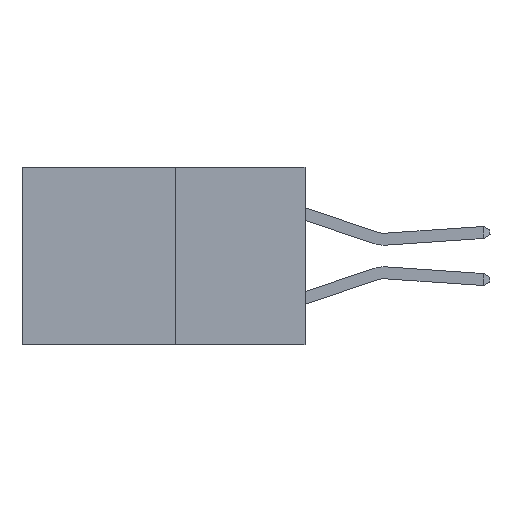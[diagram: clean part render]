
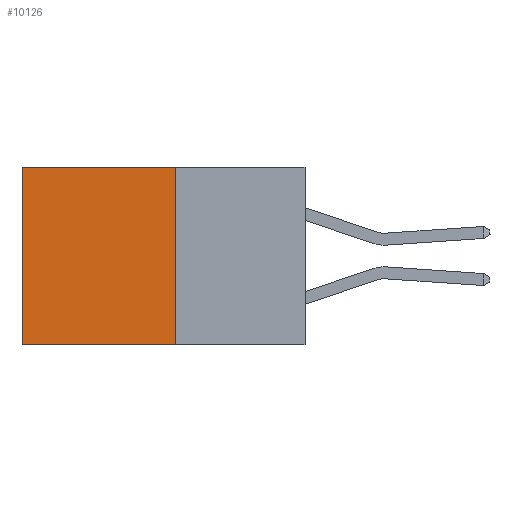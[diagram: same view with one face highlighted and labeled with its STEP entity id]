
A CAD part, left-side view. The second image highlights one B-rep face of the part: STEP entity #10126.
In plain terms, the highlighted planar face has unit normal (-1, 0, 0).
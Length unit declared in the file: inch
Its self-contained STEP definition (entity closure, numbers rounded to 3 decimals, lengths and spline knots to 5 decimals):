
#318 = DIRECTION ( 'NONE',  ( 0., 1., 0. ) ) ;
#344 = ORIENTED_EDGE ( 'NONE', *, *, #11120, .F. ) ;
#458 = PLANE ( 'NONE',  #7101 ) ;
#479 = CARTESIAN_POINT ( 'NONE',  ( 0.277, 0.27, -0.37 ) ) ;
#958 = ORIENTED_EDGE ( 'NONE', *, *, #7021, .T. ) ;
#1152 = ORIENTED_EDGE ( 'NONE', *, *, #12413, .F. ) ;
#1937 = LINE ( 'NONE', #9194, #7839 ) ;
#2469 = ORIENTED_EDGE ( 'NONE', *, *, #3086, .T. ) ;
#2478 = VECTOR ( 'NONE', #4960, 39.37008 ) ;
#2596 = CARTESIAN_POINT ( 'NONE',  ( 0.277, 0.27, -0.37 ) ) ;
#3086 = EDGE_CURVE ( 'NONE', #10012, #6996, #10574, .T. ) ;
#4767 = VECTOR ( 'NONE', #7089, 39.37008 ) ;
#4960 = DIRECTION ( 'NONE',  ( 0., 1., 0. ) ) ;
#5891 = CARTESIAN_POINT ( 'NONE',  ( 0.277, 0.27, -0.37 ) ) ;
#6153 = LINE ( 'NONE', #8822, #8928 ) ;
#6163 = DIRECTION ( 'NONE',  ( 1., 0., 0. ) ) ;
#6358 = DIRECTION ( 'NONE',  ( 0., 0., -1. ) ) ;
#6803 = VERTEX_POINT ( 'NONE', #8477 ) ;
#6862 = EDGE_LOOP ( 'NONE', ( #2469, #1152, #344, #958 ) ) ;
#6996 = VERTEX_POINT ( 'NONE', #9215 ) ;
#7021 = EDGE_CURVE ( 'NONE', #6803, #10012, #6153, .T. ) ;
#7089 = DIRECTION ( 'NONE',  ( 0., 0., -1. ) ) ;
#7101 = AXIS2_PLACEMENT_3D ( 'NONE', #479, #6163, #6358 ) ;
#7839 = VECTOR ( 'NONE', #10294, 39.37008 ) ;
#8477 = CARTESIAN_POINT ( 'NONE',  ( 0.277, 0.27, 0. ) ) ;
#8822 = CARTESIAN_POINT ( 'NONE',  ( 0.277, 0.27, 0. ) ) ;
#8928 = VECTOR ( 'NONE', #318, 39.37008 ) ;
#8954 = CARTESIAN_POINT ( 'NONE',  ( 0.277, 0.59, 0. ) ) ;
#9194 = CARTESIAN_POINT ( 'NONE',  ( 0.277, 0.27, -0.37 ) ) ;
#9215 = CARTESIAN_POINT ( 'NONE',  ( 0.277, 0.59, -0.37 ) ) ;
#10012 = VERTEX_POINT ( 'NONE', #8954 ) ;
#10126 = ADVANCED_FACE ( 'NONE', ( #10933 ), #458, .F. ) ;
#10294 = DIRECTION ( 'NONE',  ( 0., 0., -1. ) ) ;
#10454 = CARTESIAN_POINT ( 'NONE',  ( 0.277, 0.59, -0.37 ) ) ;
#10574 = LINE ( 'NONE', #10454, #4767 ) ;
#10933 = FACE_OUTER_BOUND ( 'NONE', #6862, .T. ) ;
#11120 = EDGE_CURVE ( 'NONE', #6803, #11681, #1937, .T. ) ;
#11681 = VERTEX_POINT ( 'NONE', #5891 ) ;
#11742 = LINE ( 'NONE', #2596, #2478 ) ;
#12413 = EDGE_CURVE ( 'NONE', #11681, #6996, #11742, .T. ) ;
